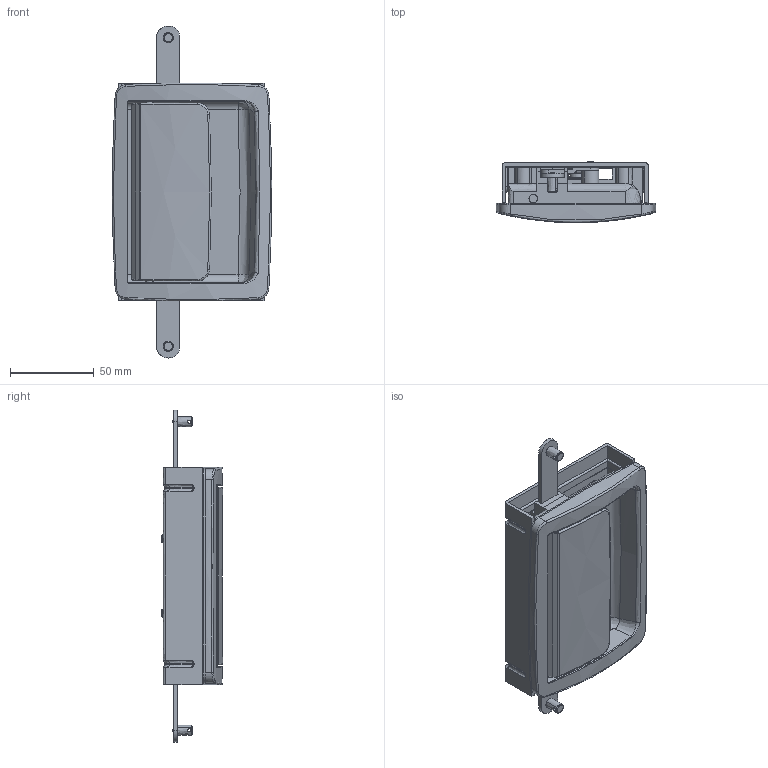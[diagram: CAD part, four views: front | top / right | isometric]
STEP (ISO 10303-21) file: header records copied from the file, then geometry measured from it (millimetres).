
FILE_DESCRIPTION((''),'2;1');
FILE_NAME('','2006-01-17T11:38:30',(''),(''),'','CADfix','');
FILE_SCHEMA(('AUTOMOTIVE_DESIGN'));
Length unit declared in the file: millimetre
Products named in the file (15): link_B; link_C_mr; pin_mr; pin_1_mr; pin_1; link_A; link_C; pin; joint; shaft; packing; handle; bracket; base; THA_433_2P_1416_36
Assembly tree (14 placements, depth 2):
  THA_433_2P_1416_36
    link_B
    link_C_mr
    pin_mr
    pin_1_mr
    pin_1
    link_A
    link_C
    pin
    joint
    shaft
    packing
    handle
    bracket
    base
Bounding box: 94.96 x 36.47 x 198 mm (x, y, z)
Volume: 136062.7 mm3; surface area: 112660.4 mm2
Topology: 14 solids, 14 shells, 582 faces, 1917 edges, 1371 vertices
Faces by surface type: bspline 582
Entity records: 29805 total; most frequent: CARTESIAN_POINT 18282, ORIENTED_EDGE 3814, EDGE_CURVE 1907, VERTEX_POINT 1371, B_SPLINE_CURVE_WITH_KNOTS 995, QUASI_UNIFORM_CURVE 876, EDGE_LOOP 650, FACE_OUTER_BOUND 582
